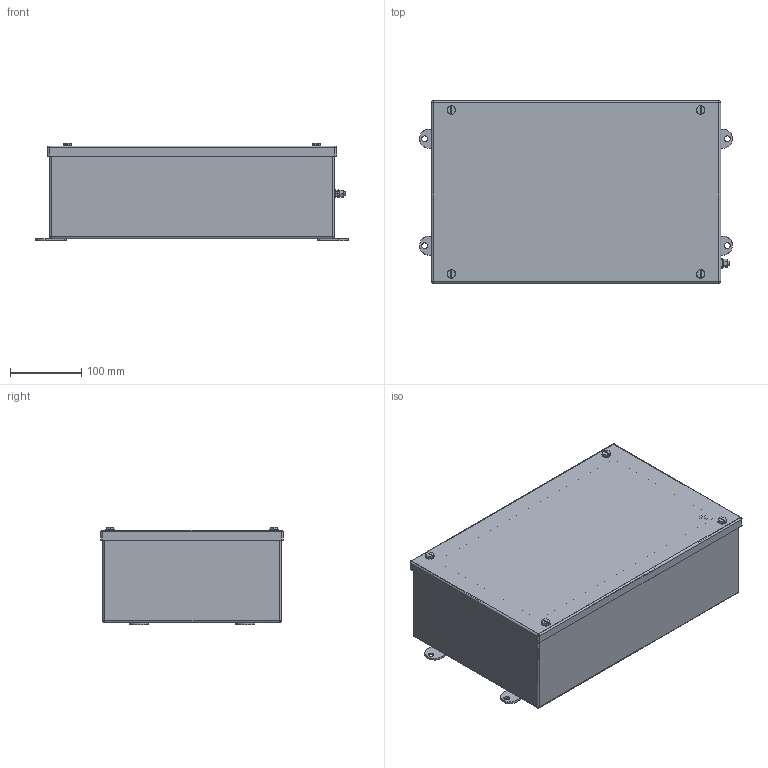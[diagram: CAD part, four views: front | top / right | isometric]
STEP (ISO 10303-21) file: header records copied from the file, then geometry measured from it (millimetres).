
FILE_DESCRIPTION(('CATIA V5R24 STEP','CAx-IF Rec.Pracs.--- Model Styling and Organization---1.2---2011-12-15'),'2;1');
FILE_NAME ('D1446900_0_1025050000_1025050000.stp','2018-05-16T12:28:15+00:00',('none'),('Weidmueller'),'CATIA Version 5-6 Release 2014 SP4 HF52','CATIA V5 STEP AP214','none');
FILE_SCHEMA(('AUTOMOTIVE_DESIGN { 1 0 10303 214 1 1 1 1 }'));
Length unit declared in the file: millimetre
Products named in the file (1): KLIPPON_STB_6_SS_RAL 7032
Bounding box: 439 x 256 x 137 mm (x, y, z)
Volume: 735819.5 mm3; surface area: 865854.7 mm2
Topology: 18 solids, 22 shells, 753 faces, 1767 edges, 1084 vertices
Faces by surface type: plane 340, cylinder 315, cone 52, torus 28, sphere 18
Entity records: 20106 total; most frequent: CARTESIAN_POINT 3906, ORIENTED_EDGE 3486, DIRECTION 2801, EDGE_CURVE 1743, AXIS2_PLACEMENT_3D 1299, VERTEX_POINT 1084, VECTOR 945, LINE 945
